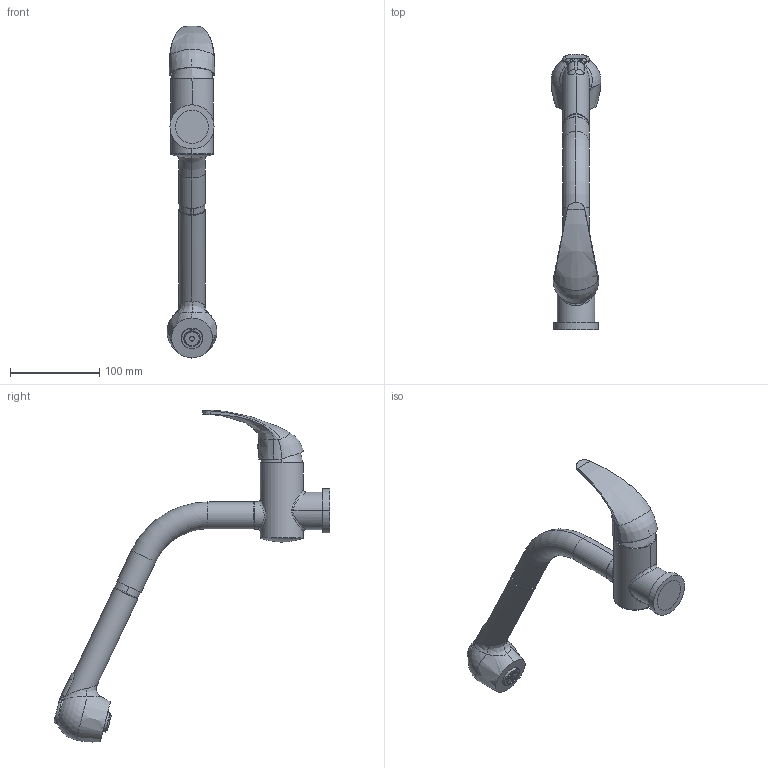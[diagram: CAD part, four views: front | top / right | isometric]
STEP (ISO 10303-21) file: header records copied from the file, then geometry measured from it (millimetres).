
FILE_DESCRIPTION((''),'2;1');
FILE_NAME('ND185CR','2021-11-10T10:03:34',('ut3'),('PAFFONI SpA'),'CREO PARAMETRIC BY PTC INC, 2020044','CREO PARAMETRIC BY PTC INC, 2020044','');
FILE_SCHEMA(('CONFIG_CONTROL_DESIGN','SHAPE_APPEARANCE_LAYERS_GROUPS'));
Length unit declared in the file: millimetre
Products named in the file (1): ND185CR
Bounding box: 55.77 x 308.84 x 371.85 mm (x, y, z)
Volume: 452794.8 mm3; surface area: 120240.7 mm2
Topology: 2 solids, 2 shells, 338 faces, 808 edges, 496 vertices
Faces by surface type: cylinder 101, plane 95, cone 61, bspline 49, torus 29, sphere 3
Entity records: 23297 total; most frequent: CARTESIAN_POINT 12607, ORIENTED_EDGE 1580, DIRECTION 1555, EDGE_CURVE 790, AXIS2_PLACEMENT_3D 636, VERTEX_POINT 496, FILL_AREA_STYLE_COLOUR 480, FILL_AREA_STYLE 480
